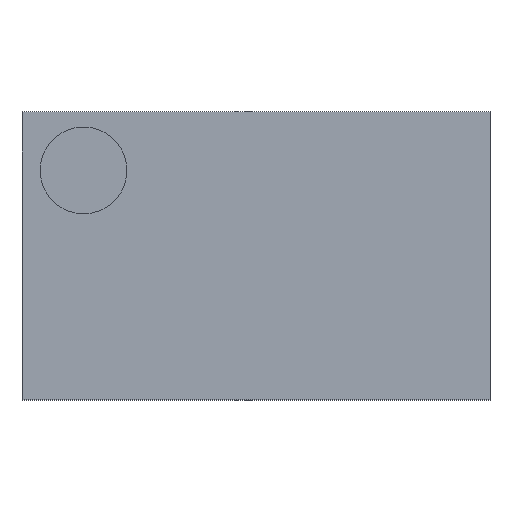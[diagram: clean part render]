
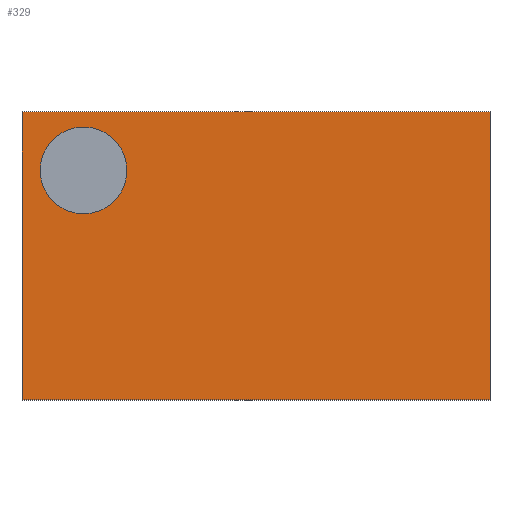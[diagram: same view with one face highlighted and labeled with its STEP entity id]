
A CAD part, top view. The second image highlights one B-rep face of the part: STEP entity #329.
In plain terms, the highlighted planar face has unit normal (0, 0, 1).
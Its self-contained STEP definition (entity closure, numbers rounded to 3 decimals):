
#41=LINE('',#491,#77);
#47=LINE('',#503,#83);
#49=LINE('',#506,#85);
#51=LINE('',#509,#87);
#77=VECTOR('',#394,1.);
#83=VECTOR('',#402,1.);
#85=VECTOR('',#406,1.);
#87=VECTOR('',#410,1.);
#118=PLANE('',#357);
#136=FACE_BOUND('',#166,.T.);
#144=FACE_OUTER_BOUND('',#165,.T.);
#165=EDGE_LOOP('',(#268,#269,#270,#271));
#166=EDGE_LOOP('',(#272));
#180=CIRCLE('',#350,0.096);
#182=VERTEX_POINT('',#483);
#184=VERTEX_POINT('',#488);
#185=VERTEX_POINT('',#490);
#188=VERTEX_POINT('',#497);
#190=VERTEX_POINT('',#501);
#208=EDGE_CURVE('',#182,#182,#180,.T.);
#210=EDGE_CURVE('',#184,#185,#41,.T.);
#216=EDGE_CURVE('',#188,#190,#47,.T.);
#218=EDGE_CURVE('',#184,#188,#49,.T.);
#220=EDGE_CURVE('',#185,#190,#51,.T.);
#268=ORIENTED_EDGE('',*,*,#210,.F.);
#269=ORIENTED_EDGE('',*,*,#218,.T.);
#270=ORIENTED_EDGE('',*,*,#216,.T.);
#271=ORIENTED_EDGE('',*,*,#220,.F.);
#272=ORIENTED_EDGE('',*,*,#208,.T.);
#329=ADVANCED_FACE('',(#144,#136),#118,.T.);
#350=AXIS2_PLACEMENT_3D('',#484,#387,#388);
#357=AXIS2_PLACEMENT_3D('',#511,#413,#414);
#387=DIRECTION('center_axis',(0.,0.,-1.));
#388=DIRECTION('ref_axis',(1.,0.,0.));
#394=DIRECTION('',(0.,1.,0.));
#402=DIRECTION('',(0.,1.,0.));
#406=DIRECTION('',(1.,0.,0.));
#410=DIRECTION('',(1.,0.,0.));
#413=DIRECTION('center_axis',(0.,0.,1.));
#414=DIRECTION('ref_axis',(1.,0.,0.));
#483=CARTESIAN_POINT('',(0.04,0.51,0.35));
#484=CARTESIAN_POINT('Origin',(0.137,0.51,0.35));
#488=CARTESIAN_POINT('',(0.,0.,0.35));
#490=CARTESIAN_POINT('',(0.,0.64,0.35));
#491=CARTESIAN_POINT('',(0.,0.,0.35));
#497=CARTESIAN_POINT('',(1.04,0.,0.35));
#501=CARTESIAN_POINT('',(1.04,0.64,0.35));
#503=CARTESIAN_POINT('',(1.04,0.,0.35));
#506=CARTESIAN_POINT('',(0.,0.,0.35));
#509=CARTESIAN_POINT('',(0.,0.64,0.35));
#511=CARTESIAN_POINT('Origin',(0.,0.,0.35));
